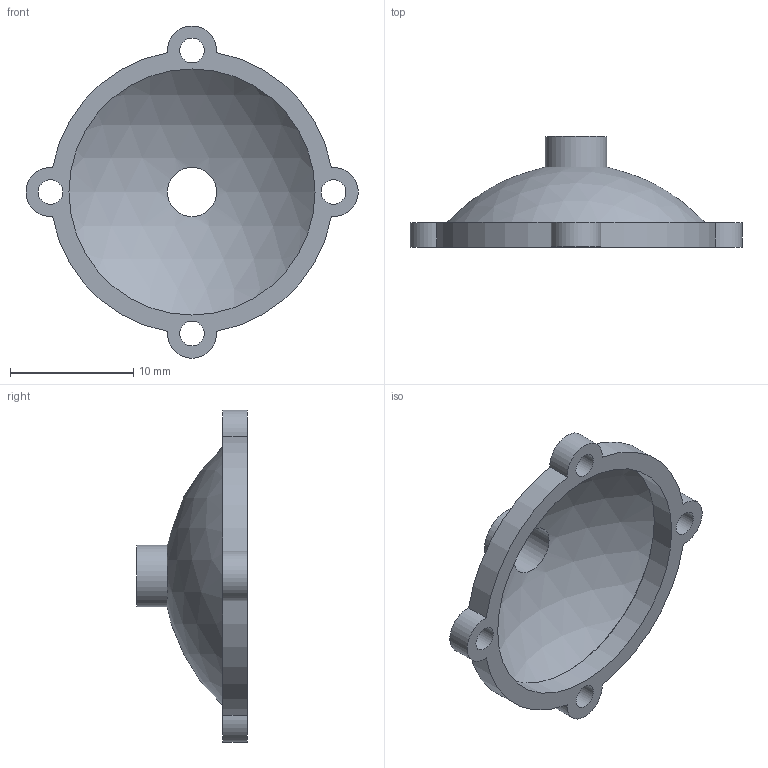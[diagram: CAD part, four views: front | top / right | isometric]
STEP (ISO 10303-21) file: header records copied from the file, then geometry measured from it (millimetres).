
FILE_DESCRIPTION(/* description */ (''),/* implementation_level */ '2;1');
FILE_NAME(/* name */ 'TapaS.stp',/* time_stamp */ '2020-11-04T14:13:39-06:00',/* author */ ('aaron'),/* organization */ (''),/* preprocessor_version */ 'ST-DEVELOPER v18',/* originating_system */ 'Autodesk Inventor 2020',/* authorisation */ '');
FILE_SCHEMA (('AUTOMOTIVE_DESIGN { 1 0 10303 214 3 1 1 }'));
Length unit declared in the file: millimetre
Products named in the file (1): TapaS
Bounding box: 26.98 x 9 x 26.98 mm (x, y, z)
Volume: 406.4 mm3; surface area: 1381.3 mm2
Topology: 1 solids, 1 shells, 21 faces, 55 edges, 36 vertices
Faces by surface type: cylinder 15, plane 4, sphere 2
Full cylindrical faces by diameter (mm): 2 x4, 4 x1, 5 x1, 20 x1
Entity records: 735 total; most frequent: DIRECTION 139, CARTESIAN_POINT 113, ORIENTED_EDGE 110, AXIS2_PLACEMENT_3D 62, EDGE_CURVE 55, CIRCLE 40, VERTEX_POINT 36, EDGE_LOOP 31
